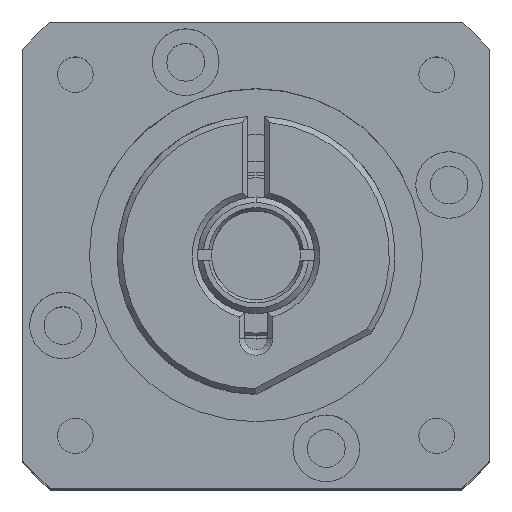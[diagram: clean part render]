
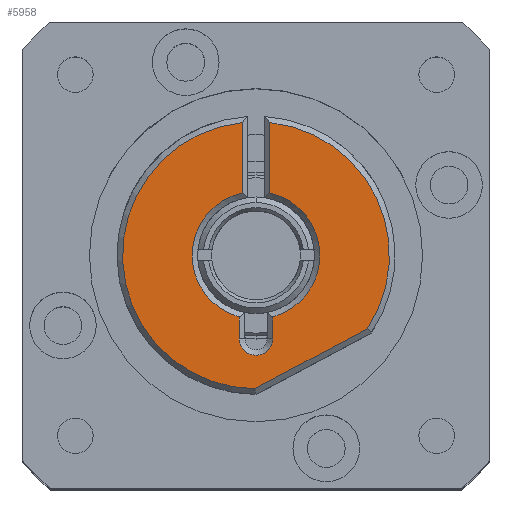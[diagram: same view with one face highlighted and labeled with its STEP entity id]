
A CAD part, top view. The second image highlights one B-rep face of the part: STEP entity #5958.
In plain terms, the highlighted face is planar.
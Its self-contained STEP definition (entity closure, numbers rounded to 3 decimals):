
#120 = EDGE_CURVE ( 'NONE', #5191, #11538, #6180, .T. ) ;
#204 = CIRCLE ( 'NONE', #10739, 12.017 ) ;
#332 = CARTESIAN_POINT ( 'NONE',  ( 3764.434, 1389.498, 0. ) ) ;
#379 = CIRCLE ( 'NONE', #11591, 1.5 ) ;
#592 = ORIENTED_EDGE ( 'NONE', *, *, #2451, .F. ) ;
#893 = DIRECTION ( 'NONE',  ( 0., 0., 1. ) ) ;
#1099 = EDGE_CURVE ( 'NONE', #10909, #1282, #1375, .T. ) ;
#1115 = DIRECTION ( 'NONE',  ( 1., 0., 0. ) ) ;
#1125 = LINE ( 'NONE', #3723, #5513 ) ;
#1282 = VERTEX_POINT ( 'NONE', #6125 ) ;
#1375 = CIRCLE ( 'NONE', #4805, 12.017 ) ;
#1392 = CARTESIAN_POINT ( 'NONE',  ( 3756.934, 1390.998, 0. ) ) ;
#1428 = DIRECTION ( 'NONE',  ( 0., 0., 1. ) ) ;
#1550 = EDGE_CURVE ( 'NONE', #6208, #10314, #379, .T. ) ;
#1588 = EDGE_CURVE ( 'NONE', #8525, #10909, #11501, .T. ) ;
#1637 = DIRECTION ( 'NONE',  ( -1., 0., 0. ) ) ;
#1653 = CARTESIAN_POINT ( 'NONE',  ( 3762.485, 1389.498, 0. ) ) ;
#1683 = ORIENTED_EDGE ( 'NONE', *, *, #4050, .F. ) ;
#1771 = CIRCLE ( 'NONE', #9660, 5.75 ) ;
#1775 = CARTESIAN_POINT ( 'NONE',  ( 3764.434, 1392.498, 0. ) ) ;
#1964 = DIRECTION ( 'NONE',  ( 0., 0., -1. ) ) ;
#2244 = CARTESIAN_POINT ( 'NONE',  ( 3756.934, 1389.748, 0. ) ) ;
#2286 = DIRECTION ( 'NONE',  ( -1., 0., 0. ) ) ;
#2300 = AXIS2_PLACEMENT_3D ( 'NONE', #10432, #9536, #3400 ) ;
#2326 = CARTESIAN_POINT ( 'NONE',  ( 3744.982, 1392.248, 0. ) ) ;
#2451 = EDGE_CURVE ( 'NONE', #11538, #6659, #2788, .T. ) ;
#2738 = ORIENTED_EDGE ( 'NONE', *, *, #5545, .F. ) ;
#2788 = CIRCLE ( 'NONE', #7761, 5.75 ) ;
#2870 = FACE_OUTER_BOUND ( 'NONE', #8091, .T. ) ;
#2930 = CARTESIAN_POINT ( 'NONE',  ( 3764.434, 1390.998, 0. ) ) ;
#3211 = ORIENTED_EDGE ( 'NONE', *, *, #3417, .F. ) ;
#3219 = VECTOR ( 'NONE', #10060, 1000. ) ;
#3400 = DIRECTION ( 'NONE',  ( 1., 0., 0. ) ) ;
#3417 = EDGE_CURVE ( 'NONE', #11144, #8525, #1771, .T. ) ;
#3429 = CARTESIAN_POINT ( 'NONE',  ( 3762.485, 1392.498, 0. ) ) ;
#3499 = CARTESIAN_POINT ( 'NONE',  ( 3756.934, 1390.998, 0. ) ) ;
#3721 = ORIENTED_EDGE ( 'NONE', *, *, #1099, .F. ) ;
#3723 = CARTESIAN_POINT ( 'NONE',  ( 3756.934, 1392.498, 0. ) ) ;
#3782 = VECTOR ( 'NONE', #6667, 1000. ) ;
#4027 = VERTEX_POINT ( 'NONE', #10378 ) ;
#4050 = EDGE_CURVE ( 'NONE', #1282, #4027, #6564, .T. ) ;
#4262 = ORIENTED_EDGE ( 'NONE', *, *, #7707, .F. ) ;
#4805 = AXIS2_PLACEMENT_3D ( 'NONE', #1392, #1428, #6913 ) ;
#5084 = CARTESIAN_POINT ( 'NONE',  ( 3744.982, 1389.748, 0. ) ) ;
#5170 = DIRECTION ( 'NONE',  ( -1., 0., 0. ) ) ;
#5191 = VERTEX_POINT ( 'NONE', #2326 ) ;
#5347 = DIRECTION ( 'NONE',  ( 0., 0., -1. ) ) ;
#5513 = VECTOR ( 'NONE', #1115, 1000. ) ;
#5545 = EDGE_CURVE ( 'NONE', #4027, #5191, #204, .T. ) ;
#5895 = DIRECTION ( 'NONE',  ( 0.469, 0.883, 0. ) ) ;
#5900 = CARTESIAN_POINT ( 'NONE',  ( 3751.322, 1389.748, 0. ) ) ;
#5958 = ADVANCED_FACE ( 'NONE', ( #2870 ), #8635, .F. ) ;
#6001 = VECTOR ( 'NONE', #5895, 1000. ) ;
#6105 = ORIENTED_EDGE ( 'NONE', *, *, #120, .F. ) ;
#6125 = CARTESIAN_POINT ( 'NONE',  ( 3763.551, 1380.967, 0. ) ) ;
#6180 = LINE ( 'NONE', #10276, #3782 ) ;
#6208 = VERTEX_POINT ( 'NONE', #1775 ) ;
#6282 = CARTESIAN_POINT ( 'NONE',  ( 3756.934, 1390.998, 0. ) ) ;
#6466 = DIRECTION ( 'NONE',  ( -1., 0., 0. ) ) ;
#6564 = LINE ( 'NONE', #8655, #6001 ) ;
#6659 = VERTEX_POINT ( 'NONE', #3429 ) ;
#6667 = DIRECTION ( 'NONE',  ( 1., 0., 0. ) ) ;
#6913 = DIRECTION ( 'NONE',  ( 1., 0., 0. ) ) ;
#6959 = ORIENTED_EDGE ( 'NONE', *, *, #1588, .F. ) ;
#6989 = CARTESIAN_POINT ( 'NONE',  ( 3756.934, 1390.998, 0. ) ) ;
#7075 = CARTESIAN_POINT ( 'NONE',  ( 3751.322, 1392.248, 0. ) ) ;
#7707 = EDGE_CURVE ( 'NONE', #6659, #6208, #1125, .T. ) ;
#7761 = AXIS2_PLACEMENT_3D ( 'NONE', #3499, #5347, #1637 ) ;
#8091 = EDGE_LOOP ( 'NONE', ( #2738, #1683, #3721, #6959, #3211, #8492, #10774, #4262, #592, #6105 ) ) ;
#8492 = ORIENTED_EDGE ( 'NONE', *, *, #8928, .F. ) ;
#8525 = VERTEX_POINT ( 'NONE', #5900 ) ;
#8635 = PLANE ( 'NONE',  #2300 ) ;
#8655 = CARTESIAN_POINT ( 'NONE',  ( 3763.551, 1380.967, 0. ) ) ;
#8781 = DIRECTION ( 'NONE',  ( 0., 0., -1. ) ) ;
#8928 = EDGE_CURVE ( 'NONE', #10314, #11144, #9138, .T. ) ;
#9138 = LINE ( 'NONE', #10100, #3219 ) ;
#9536 = DIRECTION ( 'NONE',  ( 0., 0., 1. ) ) ;
#9660 = AXIS2_PLACEMENT_3D ( 'NONE', #6989, #8781, #5170 ) ;
#9904 = DIRECTION ( 'NONE',  ( 1., 0., 0. ) ) ;
#10060 = DIRECTION ( 'NONE',  ( -1., 0., 0. ) ) ;
#10100 = CARTESIAN_POINT ( 'NONE',  ( 3756.934, 1389.498, 0. ) ) ;
#10276 = CARTESIAN_POINT ( 'NONE',  ( 3756.934, 1392.248, 0. ) ) ;
#10314 = VERTEX_POINT ( 'NONE', #332 ) ;
#10372 = VECTOR ( 'NONE', #2286, 1000. ) ;
#10378 = CARTESIAN_POINT ( 'NONE',  ( 3768.951, 1391.122, 0. ) ) ;
#10432 = CARTESIAN_POINT ( 'NONE',  ( 3756.934, 1390.998, 0. ) ) ;
#10739 = AXIS2_PLACEMENT_3D ( 'NONE', #6282, #893, #9904 ) ;
#10774 = ORIENTED_EDGE ( 'NONE', *, *, #1550, .F. ) ;
#10909 = VERTEX_POINT ( 'NONE', #5084 ) ;
#11144 = VERTEX_POINT ( 'NONE', #1653 ) ;
#11501 = LINE ( 'NONE', #2244, #10372 ) ;
#11538 = VERTEX_POINT ( 'NONE', #7075 ) ;
#11591 = AXIS2_PLACEMENT_3D ( 'NONE', #2930, #1964, #6466 ) ;
